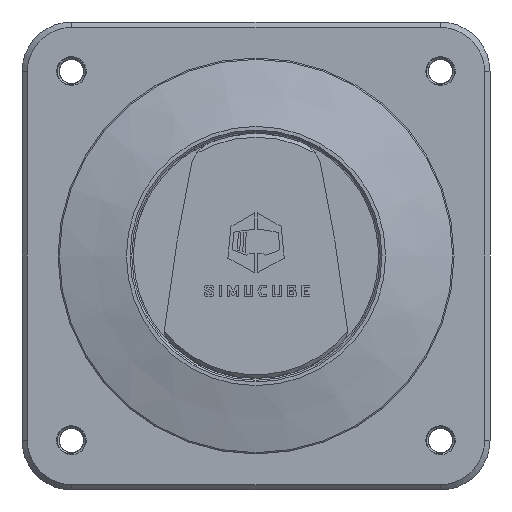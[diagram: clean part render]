
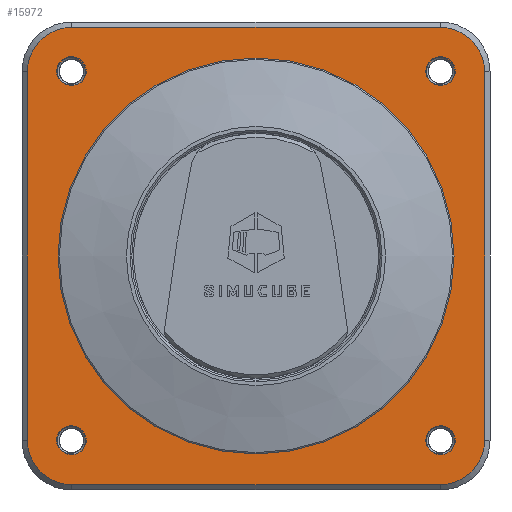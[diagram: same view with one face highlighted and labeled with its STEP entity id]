
A CAD part, front view. The second image highlights one B-rep face of the part: STEP entity #15972.
In plain terms, the highlighted planar face has unit normal (0, -1, 0).
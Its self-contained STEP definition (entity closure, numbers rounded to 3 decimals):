
#232=FACE_BOUND('',#2106,.T.);
#233=FACE_BOUND('',#2107,.T.);
#234=FACE_BOUND('',#2108,.T.);
#235=FACE_BOUND('',#2109,.T.);
#236=FACE_BOUND('',#2110,.T.);
#438=PLANE('',#17099);
#1244=FACE_OUTER_BOUND('',#2105,.T.);
#2105=EDGE_LOOP('',(#12966,#12967,#12968,#12969,#12970,#12971,#12972,#12973));
#2106=EDGE_LOOP('',(#12974));
#2107=EDGE_LOOP('',(#12975));
#2108=EDGE_LOOP('',(#12976));
#2109=EDGE_LOOP('',(#12977));
#2110=EDGE_LOOP('',(#12978));
#2879=CIRCLE('',#17057,55.);
#2891=CIRCLE('',#17085,12.3);
#2893=CIRCLE('',#17089,12.3);
#2894=CIRCLE('',#17092,12.3);
#2895=CIRCLE('',#17095,12.3);
#2896=CIRCLE('',#17100,3.89);
#2897=CIRCLE('',#17101,3.89);
#2898=CIRCLE('',#17102,3.89);
#2899=CIRCLE('',#17103,3.89);
#3935=LINE('',#59758,#5559);
#3939=LINE('',#59770,#5563);
#3943=LINE('',#59781,#5567);
#3946=LINE('',#59789,#5570);
#5559=VECTOR('',#19474,10.);
#5563=VECTOR('',#19486,10.);
#5567=VECTOR('',#19498,10.);
#5570=VECTOR('',#19507,10.);
#7392=VERTEX_POINT('',#59687);
#7409=VERTEX_POINT('',#59754);
#7410=VERTEX_POINT('',#59756);
#7412=VERTEX_POINT('',#59761);
#7414=VERTEX_POINT('',#59767);
#7416=VERTEX_POINT('',#59773);
#7417=VERTEX_POINT('',#59778);
#7418=VERTEX_POINT('',#59783);
#7419=VERTEX_POINT('',#59787);
#7420=VERTEX_POINT('',#59799);
#7421=VERTEX_POINT('',#59801);
#7422=VERTEX_POINT('',#59803);
#7423=VERTEX_POINT('',#59805);
#9362=EDGE_CURVE('',#7392,#7392,#2879,.T.);
#9399=EDGE_CURVE('',#7409,#7410,#3935,.T.);
#9402=EDGE_CURVE('',#7412,#7409,#2891,.T.);
#9405=EDGE_CURVE('',#7414,#7412,#3939,.T.);
#9408=EDGE_CURVE('',#7416,#7414,#2893,.T.);
#9411=EDGE_CURVE('',#7417,#7416,#3943,.T.);
#9413=EDGE_CURVE('',#7418,#7417,#2894,.T.);
#9415=EDGE_CURVE('',#7419,#7418,#3946,.T.);
#9416=EDGE_CURVE('',#7410,#7419,#2895,.T.);
#9420=EDGE_CURVE('',#7420,#7420,#2896,.T.);
#9421=EDGE_CURVE('',#7421,#7421,#2897,.T.);
#9422=EDGE_CURVE('',#7422,#7422,#2898,.T.);
#9423=EDGE_CURVE('',#7423,#7423,#2899,.T.);
#12966=ORIENTED_EDGE('',*,*,#9399,.T.);
#12967=ORIENTED_EDGE('',*,*,#9416,.T.);
#12968=ORIENTED_EDGE('',*,*,#9415,.T.);
#12969=ORIENTED_EDGE('',*,*,#9413,.T.);
#12970=ORIENTED_EDGE('',*,*,#9411,.T.);
#12971=ORIENTED_EDGE('',*,*,#9408,.T.);
#12972=ORIENTED_EDGE('',*,*,#9405,.T.);
#12973=ORIENTED_EDGE('',*,*,#9402,.T.);
#12974=ORIENTED_EDGE('',*,*,#9420,.T.);
#12975=ORIENTED_EDGE('',*,*,#9421,.T.);
#12976=ORIENTED_EDGE('',*,*,#9362,.F.);
#12977=ORIENTED_EDGE('',*,*,#9422,.T.);
#12978=ORIENTED_EDGE('',*,*,#9423,.T.);
#15972=ADVANCED_FACE('',(#1244,#232,#233,#234,#235,#236),#438,.F.);
#17057=AXIS2_PLACEMENT_3D('',#59688,#19396,#19397);
#17085=AXIS2_PLACEMENT_3D('',#59764,#19480,#19481);
#17089=AXIS2_PLACEMENT_3D('',#59776,#19492,#19493);
#17092=AXIS2_PLACEMENT_3D('',#59785,#19502,#19503);
#17095=AXIS2_PLACEMENT_3D('',#59791,#19510,#19511);
#17099=AXIS2_PLACEMENT_3D('',#59798,#19521,#19522);
#17100=AXIS2_PLACEMENT_3D('',#59800,#19523,#19524);
#17101=AXIS2_PLACEMENT_3D('',#59802,#19525,#19526);
#17102=AXIS2_PLACEMENT_3D('',#59804,#19527,#19528);
#17103=AXIS2_PLACEMENT_3D('',#59806,#19529,#19530);
#19396=DIRECTION('center_axis',(0.,-1.,0.));
#19397=DIRECTION('ref_axis',(-1.,0.,0.));
#19474=DIRECTION('',(0.,0.,1.));
#19480=DIRECTION('center_axis',(0.,-1.,0.));
#19481=DIRECTION('ref_axis',(1.,0.,0.));
#19486=DIRECTION('',(1.,0.,0.));
#19492=DIRECTION('center_axis',(0.,-1.,0.));
#19493=DIRECTION('ref_axis',(0.,0.,
-1.));
#19498=DIRECTION('',(0.,0.,-1.));
#19502=DIRECTION('center_axis',(0.,-1.,0.));
#19503=DIRECTION('ref_axis',(-1.,0.,0.));
#19507=DIRECTION('',(-1.,0.,0.));
#19510=DIRECTION('center_axis',(0.,-1.,0.));
#19511=DIRECTION('ref_axis',(0.,0.,
1.));
#19521=DIRECTION('center_axis',(0.,1.,0.));
#19522=DIRECTION('ref_axis',(-1.,0.,0.));
#19523=DIRECTION('center_axis',(0.,1.,0.));
#19524=DIRECTION('ref_axis',(-1.,0.,0.));
#19525=DIRECTION('center_axis',(0.,1.,0.));
#19526=DIRECTION('ref_axis',(-1.,0.,0.));
#19527=DIRECTION('center_axis',(0.,1.,0.));
#19528=DIRECTION('ref_axis',(-1.,0.,0.));
#19529=DIRECTION('center_axis',(0.,1.,0.));
#19530=DIRECTION('ref_axis',(-1.,0.,0.));
#59687=CARTESIAN_POINT('',(54.999,-12.,-0.049));
#59688=CARTESIAN_POINT('Origin',(-0.001,-12.,
-0.049));
#59754=CARTESIAN_POINT('',(63.499,-12.,-51.249));
#59756=CARTESIAN_POINT('',(63.499,-12.,51.151));
#59758=CARTESIAN_POINT('',(63.499,-12.,25.551));
#59761=CARTESIAN_POINT('',(51.199,-12.,-63.549));
#59764=CARTESIAN_POINT('Origin',(51.199,-12.,-51.249));
#59767=CARTESIAN_POINT('',(-51.201,-12.,-63.549));
#59770=CARTESIAN_POINT('',(25.599,-12.,-63.549));
#59773=CARTESIAN_POINT('',(-63.501,-12.,-51.249));
#59776=CARTESIAN_POINT('Origin',(-51.201,-12.,-51.249));
#59778=CARTESIAN_POINT('',(-63.501,-12.,51.151));
#59781=CARTESIAN_POINT('',(-63.501,-12.,-25.649));
#59783=CARTESIAN_POINT('',(-51.201,-12.,63.451));
#59785=CARTESIAN_POINT('Origin',(-51.201,-12.,51.151));
#59787=CARTESIAN_POINT('',(51.199,-12.,63.451));
#59789=CARTESIAN_POINT('',(-25.601,-12.,63.451));
#59791=CARTESIAN_POINT('Origin',(51.199,-12.,51.151));
#59798=CARTESIAN_POINT('Origin',(-0.001,-12.,
-0.049));
#59799=CARTESIAN_POINT('',(55.154,-12.,51.216));
#59800=CARTESIAN_POINT('Origin',(51.264,-12.,51.216));
#59801=CARTESIAN_POINT('',(-47.376,-12.,-51.314));
#59802=CARTESIAN_POINT('Origin',(-51.266,-12.,-51.314));
#59803=CARTESIAN_POINT('',(55.154,-12.,-51.314));
#59804=CARTESIAN_POINT('Origin',(51.264,-12.,-51.314));
#59805=CARTESIAN_POINT('',(-47.376,-12.,51.216));
#59806=CARTESIAN_POINT('Origin',(-51.266,-12.,51.216));
